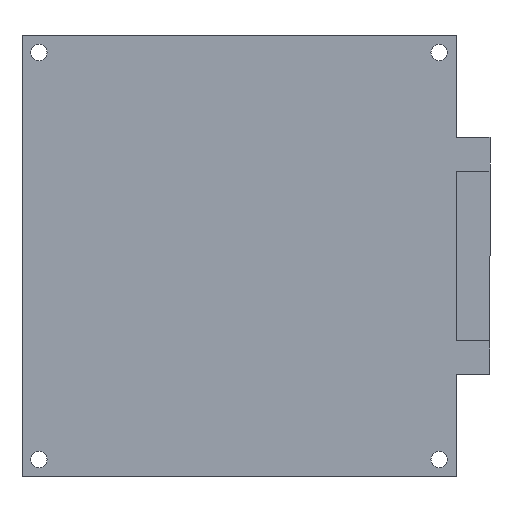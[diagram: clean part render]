
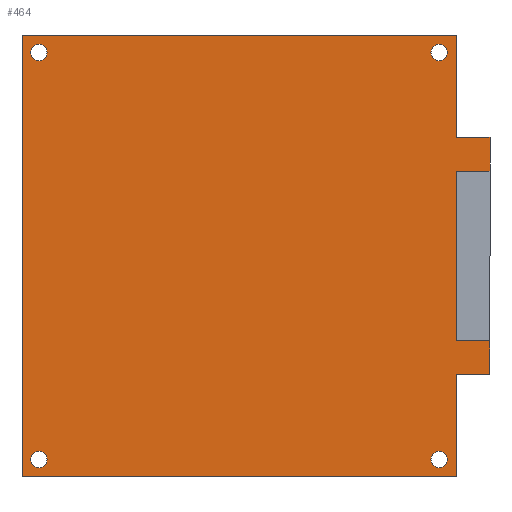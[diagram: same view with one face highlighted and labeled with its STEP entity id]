
A CAD part, front view. The second image highlights one B-rep face of the part: STEP entity #464.
In plain terms, the highlighted planar face has unit normal (0, -1, 0).
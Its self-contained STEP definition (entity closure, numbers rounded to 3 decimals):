
#19=FACE_BOUND('',#83,.T.);
#20=FACE_BOUND('',#84,.T.);
#21=FACE_BOUND('',#85,.T.);
#22=FACE_BOUND('',#86,.T.);
#34=PLANE('',#518);
#56=FACE_OUTER_BOUND('',#82,.T.);
#82=EDGE_LOOP('',(#397,#398,#399,#400,#401,#402,#403,#404,#405,#406,#407,
#408));
#83=EDGE_LOOP('',(#409));
#84=EDGE_LOOP('',(#410));
#85=EDGE_LOOP('',(#411));
#86=EDGE_LOOP('',(#412));
#109=LINE('',#710,#161);
#113=LINE('',#718,#165);
#119=LINE('',#730,#171);
#128=LINE('',#747,#180);
#131=LINE('',#751,#183);
#132=LINE('',#754,#184);
#133=LINE('',#756,#185);
#134=LINE('',#758,#186);
#135=LINE('',#760,#187);
#136=LINE('',#762,#188);
#137=LINE('',#764,#189);
#138=LINE('',#765,#190);
#161=VECTOR('',#583,10.);
#165=VECTOR('',#589,10.);
#171=VECTOR('',#599,10.);
#180=VECTOR('',#616,10.);
#183=VECTOR('',#619,10.);
#184=VECTOR('',#622,10.);
#185=VECTOR('',#623,10.);
#186=VECTOR('',#624,10.);
#187=VECTOR('',#625,10.);
#188=VECTOR('',#626,10.);
#189=VECTOR('',#627,10.);
#190=VECTOR('',#628,10.);
#199=CIRCLE('',#494,1.2);
#202=CIRCLE('',#498,1.2);
#205=CIRCLE('',#502,1.2);
#208=CIRCLE('',#506,1.2);
#211=VERTEX_POINT('',#653);
#214=VERTEX_POINT('',#661);
#217=VERTEX_POINT('',#669);
#220=VERTEX_POINT('',#677);
#233=VERTEX_POINT('',#708);
#234=VERTEX_POINT('',#709);
#237=VERTEX_POINT('',#717);
#241=VERTEX_POINT('',#729);
#245=VERTEX_POINT('',#746);
#246=VERTEX_POINT('',#749);
#247=VERTEX_POINT('',#753);
#248=VERTEX_POINT('',#755);
#249=VERTEX_POINT('',#757);
#250=VERTEX_POINT('',#759);
#251=VERTEX_POINT('',#761);
#252=VERTEX_POINT('',#763);
#256=EDGE_CURVE('',#211,#211,#199,.T.);
#260=EDGE_CURVE('',#214,#214,#202,.T.);
#264=EDGE_CURVE('',#217,#217,#205,.T.);
#268=EDGE_CURVE('',#220,#220,#208,.T.);
#281=EDGE_CURVE('',#233,#234,#109,.T.);
#285=EDGE_CURVE('',#234,#237,#113,.T.);
#291=EDGE_CURVE('',#241,#233,#119,.T.);
#300=EDGE_CURVE('',#241,#245,#128,.T.);
#303=EDGE_CURVE('',#246,#237,#131,.T.);
#304=EDGE_CURVE('',#247,#246,#132,.T.);
#305=EDGE_CURVE('',#248,#247,#133,.T.);
#306=EDGE_CURVE('',#249,#248,#134,.T.);
#307=EDGE_CURVE('',#250,#249,#135,.T.);
#308=EDGE_CURVE('',#251,#250,#136,.T.);
#309=EDGE_CURVE('',#252,#251,#137,.T.);
#310=EDGE_CURVE('',#245,#252,#138,.T.);
#397=ORIENTED_EDGE('',*,*,#291,.T.);
#398=ORIENTED_EDGE('',*,*,#281,.T.);
#399=ORIENTED_EDGE('',*,*,#285,.T.);
#400=ORIENTED_EDGE('',*,*,#303,.F.);
#401=ORIENTED_EDGE('',*,*,#304,.F.);
#402=ORIENTED_EDGE('',*,*,#305,.F.);
#403=ORIENTED_EDGE('',*,*,#306,.F.);
#404=ORIENTED_EDGE('',*,*,#307,.F.);
#405=ORIENTED_EDGE('',*,*,#308,.F.);
#406=ORIENTED_EDGE('',*,*,#309,.F.);
#407=ORIENTED_EDGE('',*,*,#310,.F.);
#408=ORIENTED_EDGE('',*,*,#300,.F.);
#409=ORIENTED_EDGE('',*,*,#256,.T.);
#410=ORIENTED_EDGE('',*,*,#260,.T.);
#411=ORIENTED_EDGE('',*,*,#264,.T.);
#412=ORIENTED_EDGE('',*,*,#268,.T.);
#464=ADVANCED_FACE('',(#56,#19,#20,#21,#22),#34,.T.);
#494=AXIS2_PLACEMENT_3D('',#655,#534,#535);
#498=AXIS2_PLACEMENT_3D('',#663,#543,#544);
#502=AXIS2_PLACEMENT_3D('',#671,#552,#553);
#506=AXIS2_PLACEMENT_3D('',#679,#561,#562);
#518=AXIS2_PLACEMENT_3D('',#752,#620,#621);
#534=DIRECTION('center_axis',(0.,1.,0.));
#535=DIRECTION('ref_axis',(1.,0.,0.));
#543=DIRECTION('center_axis',(0.,1.,0.));
#544=DIRECTION('ref_axis',(1.,0.,0.));
#552=DIRECTION('center_axis',(0.,1.,0.));
#553=DIRECTION('ref_axis',(1.,0.,0.));
#561=DIRECTION('center_axis',(0.,1.,0.));
#562=DIRECTION('ref_axis',(1.,0.,0.));
#583=DIRECTION('',(0.,0.,1.));
#589=DIRECTION('',(1.,0.,0.));
#599=DIRECTION('',(-1.,0.,0.));
#616=DIRECTION('',(0.,0.,-1.));
#619=DIRECTION('',(0.,0.,-1.));
#620=DIRECTION('center_axis',(0.,-1.,0.));
#621=DIRECTION('ref_axis',(0.,0.,-1.));
#622=DIRECTION('',(1.,0.,0.));
#623=DIRECTION('',(0.,0.,-1.));
#624=DIRECTION('',(1.,0.,0.));
#625=DIRECTION('',(0.,0.,1.));
#626=DIRECTION('',(-1.,0.,0.));
#627=DIRECTION('',(0.,0.,-1.));
#628=DIRECTION('',(-1.,0.,0.));
#653=CARTESIAN_POINT('',(-62.7,0.,-62.5));
#655=CARTESIAN_POINT('Origin',(-61.5,0.,-62.5));
#661=CARTESIAN_POINT('',(-62.7,0.,-2.5));
#663=CARTESIAN_POINT('Origin',(-61.5,0.,-2.5));
#669=CARTESIAN_POINT('',(-3.7,0.,-2.5));
#671=CARTESIAN_POINT('Origin',(-2.5,0.,-2.5));
#677=CARTESIAN_POINT('',(-3.7,0.,-62.5));
#679=CARTESIAN_POINT('Origin',(-2.5,0.,-62.5));
#708=CARTESIAN_POINT('',(0.,0.,-45.));
#709=CARTESIAN_POINT('',(0.,0.,-20.));
#710=CARTESIAN_POINT('',(0.,0.,-26.25));
#717=CARTESIAN_POINT('',(5.,0.,-20.));
#718=CARTESIAN_POINT('',(3.75,0.,-20.));
#729=CARTESIAN_POINT('',(5.,0.,-45.));
#730=CARTESIAN_POINT('',(1.25,0.,-45.));
#746=CARTESIAN_POINT('',(5.,0.,-50.));
#747=CARTESIAN_POINT('',(5.,0.,-15.));
#749=CARTESIAN_POINT('',(5.,0.,-15.));
#751=CARTESIAN_POINT('',(5.,0.,-15.));
#752=CARTESIAN_POINT('Origin',(2.5,0.,-32.5));
#753=CARTESIAN_POINT('',(0.,0.,-15.));
#754=CARTESIAN_POINT('',(0.,0.,-15.));
#755=CARTESIAN_POINT('',(0.,0.,0.));
#756=CARTESIAN_POINT('',(0.,0.,0.));
#757=CARTESIAN_POINT('',(-64.,0.,0.));
#758=CARTESIAN_POINT('',(-64.,0.,0.));
#759=CARTESIAN_POINT('',(-64.,0.,-65.));
#760=CARTESIAN_POINT('',(-64.,0.,-65.));
#761=CARTESIAN_POINT('',(0.,0.,-65.));
#762=CARTESIAN_POINT('',(0.,0.,-65.));
#763=CARTESIAN_POINT('',(0.,0.,-50.));
#764=CARTESIAN_POINT('',(0.,0.,0.));
#765=CARTESIAN_POINT('',(5.,0.,-50.));
